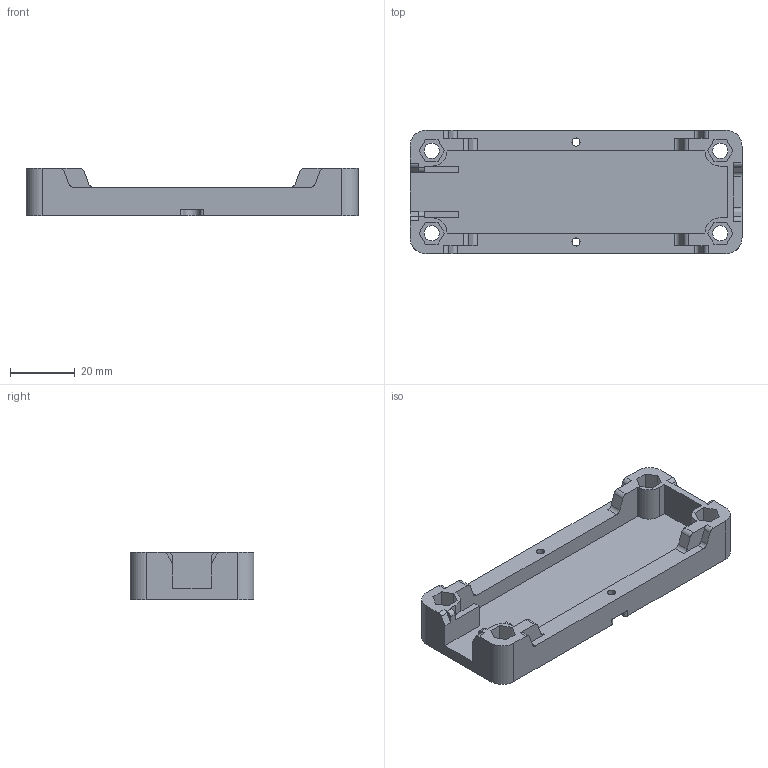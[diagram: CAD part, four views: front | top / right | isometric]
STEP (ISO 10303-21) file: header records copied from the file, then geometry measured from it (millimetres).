
FILE_DESCRIPTION (( 'STEP AP203' ), '1' );
FILE_NAME ('Cover_Bottom Realsense.STEP', '2020-09-03T19:56:03', ( '' ), ( '' ), 'SwSTEP 2.0', 'SolidWorks 2019', '' );
FILE_SCHEMA (( 'CONFIG_CONTROL_DESIGN' ));
Length unit declared in the file: millimetre
Products named in the file (1): Cover_Bottom Realsense
Bounding box: 102.3 x 38.1 x 14.5 mm (x, y, z)
Volume: 23322 mm3; surface area: 14178 mm2
Topology: 1 solids, 1 shells, 136 faces, 390 edges, 260 vertices
Faces by surface type: plane 86, cylinder 50
Entity records: 4557 total; most frequent: CARTESIAN_POINT 787, ORIENTED_EDGE 780, DIRECTION 766, EDGE_CURVE 390, LINE 288, VECTOR 288, VERTEX_POINT 260, AXIS2_PLACEMENT_3D 239
